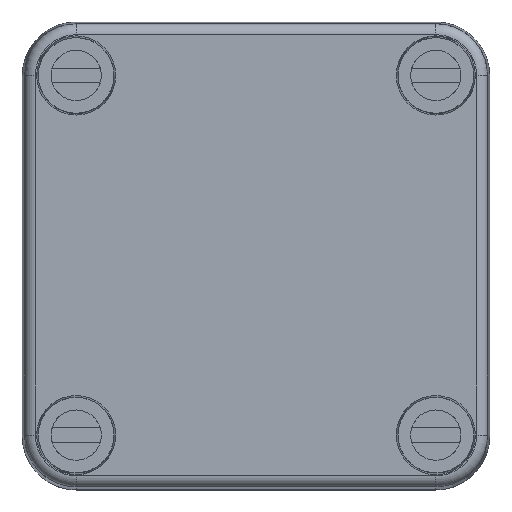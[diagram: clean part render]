
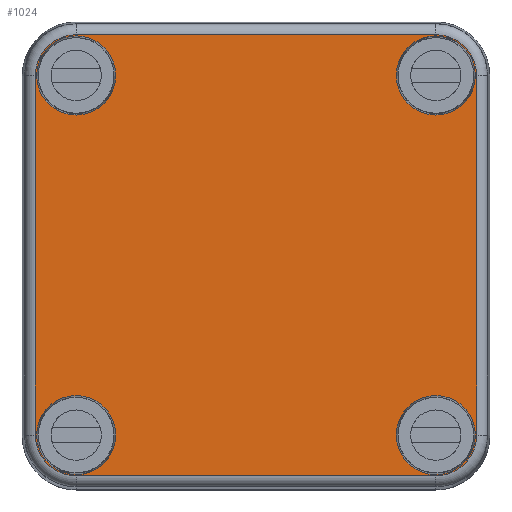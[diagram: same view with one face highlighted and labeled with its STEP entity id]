
A CAD part, top view. The second image highlights one B-rep face of the part: STEP entity #1024.
In plain terms, the highlighted planar face has unit normal (0, 0, 1).
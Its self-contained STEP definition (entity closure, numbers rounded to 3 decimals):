
#303 = CARTESIAN_POINT ( 'NONE',  ( -30.5, 25., 39. ) ) ;
#385 = ORIENTED_EDGE ( 'NONE', *, *, #1502, .F. ) ;
#469 = DIRECTION ( 'NONE',  ( -1., 0., 0. ) ) ;
#632 = EDGE_LOOP ( 'NONE', ( #3687, #15410 ) ) ;
#655 = DIRECTION ( 'NONE',  ( 0., 0., -1. ) ) ;
#804 = ORIENTED_EDGE ( 'NONE', *, *, #12875, .T. ) ;
#817 = ORIENTED_EDGE ( 'NONE', *, *, #2350, .T. ) ;
#1024 = ADVANCED_FACE ( 'NONE', ( #14660, #10554, #3721, #7369, #6935 ), #9010, .T. ) ;
#1082 = VERTEX_POINT ( 'NONE', #5054 ) ;
#1148 = CARTESIAN_POINT ( 'NONE',  ( -25., -25., 39. ) ) ;
#1199 = CARTESIAN_POINT ( 'NONE',  ( 32.5, 30.673, 39. ) ) ;
#1216 = VERTEX_POINT ( 'NONE', #13141 ) ;
#1256 = CIRCLE ( 'NONE', #7725, 5.673 ) ;
#1417 = AXIS2_PLACEMENT_3D ( 'NONE', #13130, #14520, #6325 ) ;
#1502 = EDGE_CURVE ( 'NONE', #13136, #8418, #17435, .T. ) ;
#1855 = CARTESIAN_POINT ( 'NONE',  ( -25., -25., 39. ) ) ;
#1909 = AXIS2_PLACEMENT_3D ( 'NONE', #15243, #7034, #16617 ) ;
#2301 = DIRECTION ( 'NONE',  ( 0., 0., -1. ) ) ;
#2350 = EDGE_CURVE ( 'NONE', #6318, #10412, #12643, .T. ) ;
#2360 = ORIENTED_EDGE ( 'NONE', *, *, #6032, .T. ) ;
#2363 = EDGE_LOOP ( 'NONE', ( #12334, #817 ) ) ;
#2456 = VERTEX_POINT ( 'NONE', #4115 ) ;
#2540 = ORIENTED_EDGE ( 'NONE', *, *, #16134, .T. ) ;
#2542 = DIRECTION ( 'NONE',  ( -1., 0., 0. ) ) ;
#2670 = EDGE_CURVE ( 'NONE', #8418, #15079, #15680, .T. ) ;
#2753 = EDGE_CURVE ( 'NONE', #4489, #11515, #16312, .T. ) ;
#3043 = DIRECTION ( 'NONE',  ( 0., 0., -1. ) ) ;
#3229 = DIRECTION ( 'NONE',  ( -1., 0., 0. ) ) ;
#3370 = LINE ( 'NONE', #1199, #17527 ) ;
#3687 = ORIENTED_EDGE ( 'NONE', *, *, #17180, .T. ) ;
#3721 = FACE_BOUND ( 'NONE', #11256, .T. ) ;
#3875 = AXIS2_PLACEMENT_3D ( 'NONE', #13000, #4818, #14412 ) ;
#3981 = CARTESIAN_POINT ( 'NONE',  ( 25., -25., 39. ) ) ;
#4094 = EDGE_CURVE ( 'NONE', #1082, #2456, #17629, .T. ) ;
#4115 = CARTESIAN_POINT ( 'NONE',  ( -19.5, -25., 39. ) ) ;
#4157 = CARTESIAN_POINT ( 'NONE',  ( 30.5, -25., 39. ) ) ;
#4286 = CARTESIAN_POINT ( 'NONE',  ( -25., 30.673, 39. ) ) ;
#4327 = CARTESIAN_POINT ( 'NONE',  ( -30.673, 25., 39. ) ) ;
#4363 = ORIENTED_EDGE ( 'NONE', *, *, #11292, .T. ) ;
#4429 = VECTOR ( 'NONE', #8430, 1000. ) ;
#4489 = VERTEX_POINT ( 'NONE', #9518 ) ;
#4577 = CARTESIAN_POINT ( 'NONE',  ( 30.673, 32.5, 39. ) ) ;
#4818 = DIRECTION ( 'NONE',  ( 0., 0., -1. ) ) ;
#4904 = CARTESIAN_POINT ( 'NONE',  ( 25., -25., 39. ) ) ;
#4912 = ORIENTED_EDGE ( 'NONE', *, *, #7295, .F. ) ;
#4951 = DIRECTION ( 'NONE',  ( 0., 0., 1. ) ) ;
#5054 = CARTESIAN_POINT ( 'NONE',  ( -30.5, -25., 39. ) ) ;
#5375 = DIRECTION ( 'NONE',  ( -1., 0., 0. ) ) ;
#5436 = CIRCLE ( 'NONE', #16061, 5.673 ) ;
#5634 = ORIENTED_EDGE ( 'NONE', *, *, #16816, .F. ) ;
#5960 = DIRECTION ( 'NONE',  ( 0., -1., 0. ) ) ;
#6032 = EDGE_CURVE ( 'NONE', #11457, #10617, #1256, .T. ) ;
#6273 = CARTESIAN_POINT ( 'NONE',  ( 25., 25., 39. ) ) ;
#6295 = DIRECTION ( 'NONE',  ( 1., 0., 0. ) ) ;
#6318 = VERTEX_POINT ( 'NONE', #11002 ) ;
#6325 = DIRECTION ( 'NONE',  ( 1., 0., 0. ) ) ;
#6725 = DIRECTION ( 'NONE',  ( -1., 0., 0. ) ) ;
#6859 = VECTOR ( 'NONE', #17418, 1000. ) ;
#6935 = FACE_BOUND ( 'NONE', #9976, .T. ) ;
#7034 = DIRECTION ( 'NONE',  ( 0., 0., -1. ) ) ;
#7203 = EDGE_CURVE ( 'NONE', #15193, #1216, #10843, .T. ) ;
#7295 = EDGE_CURVE ( 'NONE', #9066, #8062, #9560, .T. ) ;
#7369 = FACE_BOUND ( 'NONE', #2363, .T. ) ;
#7649 = DIRECTION ( 'NONE',  ( -1., 0., 0. ) ) ;
#7725 = AXIS2_PLACEMENT_3D ( 'NONE', #13132, #4951, #14522 ) ;
#8062 = VERTEX_POINT ( 'NONE', #9352 ) ;
#8085 = LINE ( 'NONE', #9741, #4429 ) ;
#8121 = CIRCLE ( 'NONE', #13405, 5.5 ) ;
#8207 = AXIS2_PLACEMENT_3D ( 'NONE', #3981, #13549, #5375 ) ;
#8220 = AXIS2_PLACEMENT_3D ( 'NONE', #6273, #15847, #7649 ) ;
#8418 = VERTEX_POINT ( 'NONE', #12931 ) ;
#8430 = DIRECTION ( 'NONE',  ( 0., -1., 0. ) ) ;
#8544 = VERTEX_POINT ( 'NONE', #14548 ) ;
#8678 = DIRECTION ( 'NONE',  ( 0., 0., -1. ) ) ;
#8813 = ORIENTED_EDGE ( 'NONE', *, *, #2670, .F. ) ;
#8856 = CARTESIAN_POINT ( 'NONE',  ( 25., 25., 39. ) ) ;
#9010 = PLANE ( 'NONE',  #1417 ) ;
#9066 = VERTEX_POINT ( 'NONE', #9115 ) ;
#9115 = CARTESIAN_POINT ( 'NONE',  ( -25., -30.673, 39. ) ) ;
#9129 = CIRCLE ( 'NONE', #16608, 5.5 ) ;
#9334 = CARTESIAN_POINT ( 'NONE',  ( 30.5, 25., 39. ) ) ;
#9352 = CARTESIAN_POINT ( 'NONE',  ( -30.673, -25., 39. ) ) ;
#9406 = AXIS2_PLACEMENT_3D ( 'NONE', #11216, #3043, #12610 ) ;
#9518 = CARTESIAN_POINT ( 'NONE',  ( -19.5, 25., 39. ) ) ;
#9560 = CIRCLE ( 'NONE', #13992, 5.673 ) ;
#9741 = CARTESIAN_POINT ( 'NONE',  ( -30.673, 32.5, 39. ) ) ;
#9976 = EDGE_LOOP ( 'NONE', ( #15787, #804 ) ) ;
#10210 = DIRECTION ( 'NONE',  ( -1., 0., 0. ) ) ;
#10412 = VERTEX_POINT ( 'NONE', #9334 ) ;
#10481 = CARTESIAN_POINT ( 'NONE',  ( -25., 25., 39. ) ) ;
#10554 = FACE_BOUND ( 'NONE', #632, .T. ) ;
#10617 = VERTEX_POINT ( 'NONE', #4327 ) ;
#10696 = CIRCLE ( 'NONE', #16268, 5.5 ) ;
#10704 = ORIENTED_EDGE ( 'NONE', *, *, #7203, .T. ) ;
#10717 = VECTOR ( 'NONE', #5960, 1000. ) ;
#10721 = DIRECTION ( 'NONE',  ( 0., 0., -1. ) ) ;
#10843 = CIRCLE ( 'NONE', #9406, 5.5 ) ;
#11002 = CARTESIAN_POINT ( 'NONE',  ( 19.5, 25., 39. ) ) ;
#11216 = CARTESIAN_POINT ( 'NONE',  ( 25., -25., 39. ) ) ;
#11256 = EDGE_LOOP ( 'NONE', ( #10704, #4363 ) ) ;
#11292 = EDGE_CURVE ( 'NONE', #1216, #15193, #17195, .T. ) ;
#11407 = DIRECTION ( 'NONE',  ( 0., 0., -1. ) ) ;
#11457 = VERTEX_POINT ( 'NONE', #4286 ) ;
#11515 = VERTEX_POINT ( 'NONE', #303 ) ;
#11840 = DIRECTION ( 'NONE',  ( -1., 0., 0. ) ) ;
#12334 = ORIENTED_EDGE ( 'NONE', *, *, #14277, .T. ) ;
#12362 = CARTESIAN_POINT ( 'NONE',  ( 25., 30.673, 39. ) ) ;
#12610 = DIRECTION ( 'NONE',  ( -1., 0., 0. ) ) ;
#12643 = CIRCLE ( 'NONE', #8220, 5.5 ) ;
#12875 = EDGE_CURVE ( 'NONE', #11515, #4489, #10696, .T. ) ;
#12931 = CARTESIAN_POINT ( 'NONE',  ( 30.673, 25., 39. ) ) ;
#13000 = CARTESIAN_POINT ( 'NONE',  ( -25., 25., 39. ) ) ;
#13130 = CARTESIAN_POINT ( 'NONE',  ( 0., 0., 39. ) ) ;
#13132 = CARTESIAN_POINT ( 'NONE',  ( -25., 25., 39. ) ) ;
#13136 = VERTEX_POINT ( 'NONE', #12362 ) ;
#13141 = CARTESIAN_POINT ( 'NONE',  ( 19.5, -25., 39. ) ) ;
#13170 = AXIS2_PLACEMENT_3D ( 'NONE', #1148, #10721, #2542 ) ;
#13405 = AXIS2_PLACEMENT_3D ( 'NONE', #16904, #8678, #469 ) ;
#13549 = DIRECTION ( 'NONE',  ( 0., 0., -1. ) ) ;
#13746 = EDGE_LOOP ( 'NONE', ( #4912, #5634, #2540, #8813, #385, #15401, #2360, #17550 ) ) ;
#13936 = EDGE_CURVE ( 'NONE', #13136, #11457, #3370, .T. ) ;
#13992 = AXIS2_PLACEMENT_3D ( 'NONE', #1855, #11407, #3229 ) ;
#14092 = EDGE_CURVE ( 'NONE', #10617, #8062, #8085, .T. ) ;
#14277 = EDGE_CURVE ( 'NONE', #10412, #6318, #9129, .T. ) ;
#14412 = DIRECTION ( 'NONE',  ( -1., 0., 0. ) ) ;
#14488 = DIRECTION ( 'NONE',  ( 0., 0., 1. ) ) ;
#14520 = DIRECTION ( 'NONE',  ( 0., 0., 1. ) ) ;
#14522 = DIRECTION ( 'NONE',  ( 1., 0., 0. ) ) ;
#14548 = CARTESIAN_POINT ( 'NONE',  ( 25., -30.673, 39. ) ) ;
#14660 = FACE_OUTER_BOUND ( 'NONE', #13746, .T. ) ;
#14831 = CARTESIAN_POINT ( 'NONE',  ( 30.673, -25., 39. ) ) ;
#15079 = VERTEX_POINT ( 'NONE', #14831 ) ;
#15193 = VERTEX_POINT ( 'NONE', #4157 ) ;
#15243 = CARTESIAN_POINT ( 'NONE',  ( 25., 25., 39. ) ) ;
#15401 = ORIENTED_EDGE ( 'NONE', *, *, #13936, .T. ) ;
#15410 = ORIENTED_EDGE ( 'NONE', *, *, #4094, .T. ) ;
#15680 = LINE ( 'NONE', #4577, #10717 ) ;
#15787 = ORIENTED_EDGE ( 'NONE', *, *, #2753, .T. ) ;
#15847 = DIRECTION ( 'NONE',  ( 0., 0., -1. ) ) ;
#16015 = CARTESIAN_POINT ( 'NONE',  ( 32.5, -30.673, 39. ) ) ;
#16061 = AXIS2_PLACEMENT_3D ( 'NONE', #4904, #14488, #6295 ) ;
#16134 = EDGE_CURVE ( 'NONE', #8544, #15079, #5436, .T. ) ;
#16268 = AXIS2_PLACEMENT_3D ( 'NONE', #10481, #2301, #11840 ) ;
#16312 = CIRCLE ( 'NONE', #3875, 5.5 ) ;
#16608 = AXIS2_PLACEMENT_3D ( 'NONE', #8856, #655, #10210 ) ;
#16617 = DIRECTION ( 'NONE',  ( -1., 0., 0. ) ) ;
#16816 = EDGE_CURVE ( 'NONE', #8544, #9066, #17785, .T. ) ;
#16904 = CARTESIAN_POINT ( 'NONE',  ( -25., -25., 39. ) ) ;
#17180 = EDGE_CURVE ( 'NONE', #2456, #1082, #8121, .T. ) ;
#17195 = CIRCLE ( 'NONE', #8207, 5.5 ) ;
#17418 = DIRECTION ( 'NONE',  ( -1., 0., 0. ) ) ;
#17435 = CIRCLE ( 'NONE', #1909, 5.673 ) ;
#17527 = VECTOR ( 'NONE', #6725, 1000. ) ;
#17550 = ORIENTED_EDGE ( 'NONE', *, *, #14092, .T. ) ;
#17629 = CIRCLE ( 'NONE', #13170, 5.5 ) ;
#17785 = LINE ( 'NONE', #16015, #6859 ) ;
